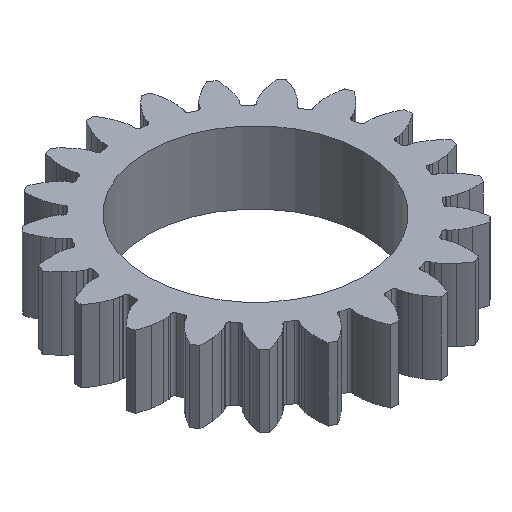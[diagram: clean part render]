
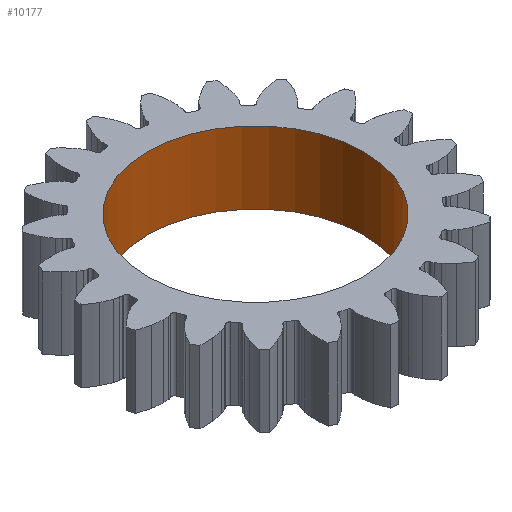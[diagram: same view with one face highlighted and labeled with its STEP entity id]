
A CAD part, isometric view. The second image highlights one B-rep face of the part: STEP entity #10177.
In plain terms, the highlighted cylindrical face has radius 75 mm (diameter 150 mm), a full revolution.
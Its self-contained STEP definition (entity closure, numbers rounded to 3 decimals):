
#2616 = EDGE_CURVE('',#2617,#2617,#2619,.T.);
#2617 = VERTEX_POINT('',#2618);
#2618 = CARTESIAN_POINT('',(75.,0.,-25.));
#2619 = CIRCLE('',#2620,75.);
#2620 = AXIS2_PLACEMENT_3D('',#2621,#2622,#2623);
#2621 = CARTESIAN_POINT('',(0.,0.,-25.));
#2622 = DIRECTION('',(0.,0.,-1.));
#2623 = DIRECTION('',(1.,0.,0.));
#5205 = EDGE_CURVE('',#5206,#5206,#5208,.T.);
#5206 = VERTEX_POINT('',#5207);
#5207 = CARTESIAN_POINT('',(75.,0.,25.));
#5208 = CIRCLE('',#5209,75.);
#5209 = AXIS2_PLACEMENT_3D('',#5210,#5211,#5212);
#5210 = CARTESIAN_POINT('',(0.,0.,25.));
#5211 = DIRECTION('',(0.,0.,-1.));
#5212 = DIRECTION('',(1.,0.,0.));
#10177 = ADVANCED_FACE('',(#10178),#10189,.F.);
#10178 = FACE_BOUND('',#10179,.T.);
#10179 = EDGE_LOOP('',(#10180,#10181,#10187,#10188));
#10180 = ORIENTED_EDGE('',*,*,#2616,.T.);
#10181 = ORIENTED_EDGE('',*,*,#10182,.T.);
#10182 = EDGE_CURVE('',#2617,#5206,#10183,.T.);
#10183 = LINE('',#10184,#10185);
#10184 = CARTESIAN_POINT('',(75.,0.,-46.3));
#10185 = VECTOR('',#10186,1.);
#10186 = DIRECTION('',(0.,0.,1.));
#10187 = ORIENTED_EDGE('',*,*,#5205,.F.);
#10188 = ORIENTED_EDGE('',*,*,#10182,.F.);
#10189 = CYLINDRICAL_SURFACE('',#10190,75.);
#10190 = AXIS2_PLACEMENT_3D('',#10191,#10192,#10193);
#10191 = CARTESIAN_POINT('',(0.,0.,-46.3));
#10192 = DIRECTION('',(-0.,-0.,-1.));
#10193 = DIRECTION('',(1.,0.,0.));
